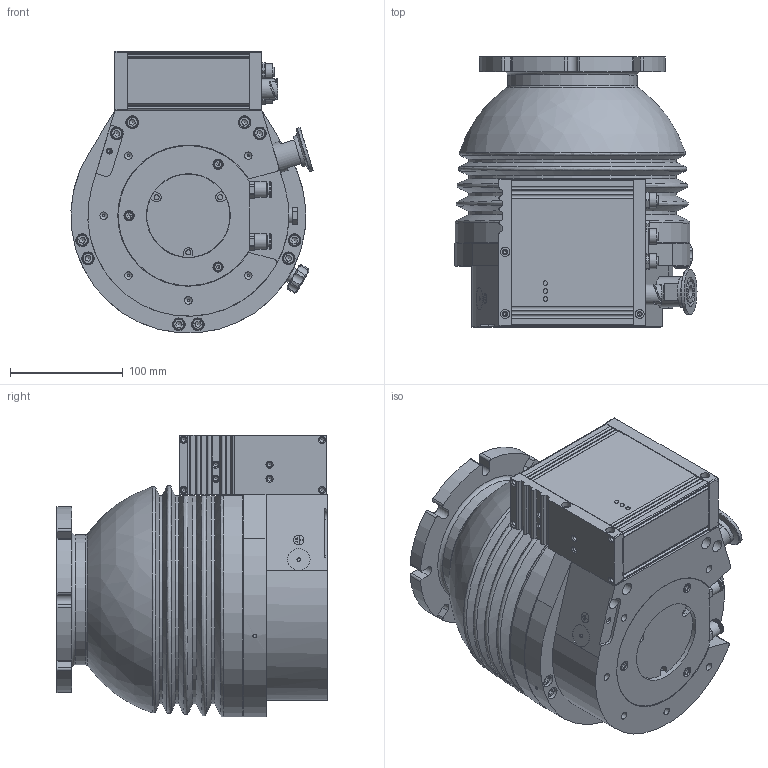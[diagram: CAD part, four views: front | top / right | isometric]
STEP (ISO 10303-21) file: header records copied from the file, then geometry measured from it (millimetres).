
FILE_DESCRIPTION((''),'2;1');
FILE_NAME('PM902055.stp','2008-07-16T08:36:40',('marxmankel'),(''),'Autodesk Inventor 11','Autodesk Inventor 11','');
FILE_SCHEMA(('AUTOMOTIVE_DESIGN { 1 0 10303 214 1 1 1 1 }'));
Length unit declared in the file: millimetre
Products named in the file (1): PM902055
Bounding box: 214.23 x 239 x 249.13 mm (x, y, z)
Volume: 6767365.5 mm3; surface area: 401454.8 mm2
Topology: 1 solids, 53 shells, 1391 faces, 3397 edges, 2210 vertices
Faces by surface type: plane 672, cylinder 417, bspline 155, cone 97, torus 47, sphere 3
Full cylindrical faces by diameter (mm): 0.5 x1, 1 x5, 1.5 x1, 3 x6, 3.242 x3, 4 x3, 4.2 x6, 4.917 x10, 5.5 x6, 6 x16, 6.4 x10, 6.6 x10, 6.647 x6, 7 x9, 7.8 x4, 8 x2, 8.1 x1, 8.566 x1, 9 x1, 10 x14, 11 x10, 11.2 x10, 11.45 x1, 11.5 x7, 13.5 x4, 13.8 x6, 16 x2, 18 x1, 19.1 x1, 20 x2
Entity records: 42501 total; most frequent: CARTESIAN_POINT 12710, DIRECTION 6136, ORIENTED_EDGE 5640, EDGE_CURVE 2820, AXIS2_PLACEMENT_3D 2353, VERTEX_POINT 2026, EDGE_LOOP 1957, VECTOR 1430
